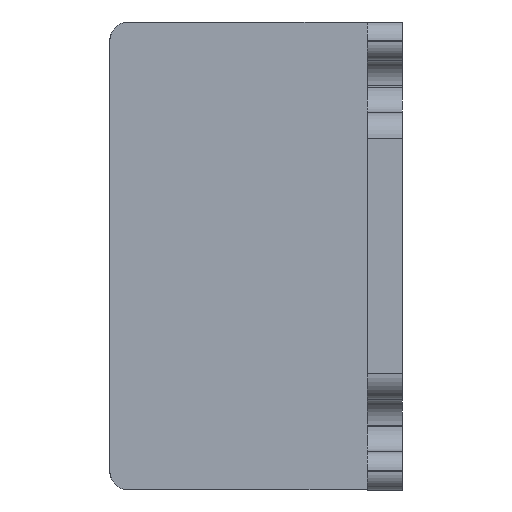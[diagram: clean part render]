
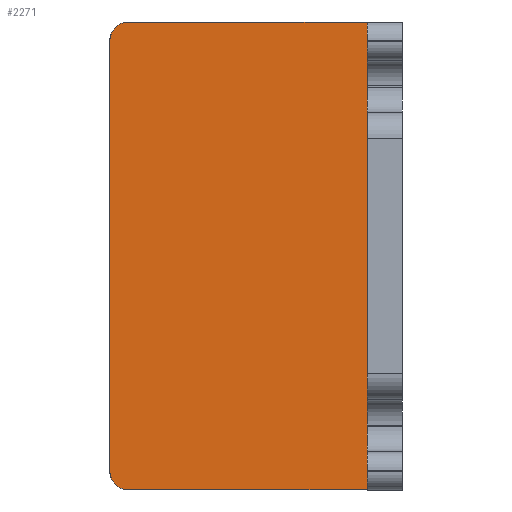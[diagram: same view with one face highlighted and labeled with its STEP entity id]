
A CAD part, left-side view. The second image highlights one B-rep face of the part: STEP entity #2271.
In plain terms, the highlighted planar face has unit normal (-1, 0, 0).
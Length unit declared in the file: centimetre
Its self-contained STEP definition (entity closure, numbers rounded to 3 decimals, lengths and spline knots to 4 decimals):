
#145=PLANE('',#3072);
#210=VECTOR('',#2525,1.);
#233=VECTOR('',#2568,1.);
#248=VECTOR('',#2616,1.);
#311=VECTOR('',#2788,1.);
#314=VECTOR('',#2792,1.);
#316=VECTOR('',#2796,1.);
#397=LINE('',#3321,#210);
#420=LINE('',#3383,#233);
#435=LINE('',#3439,#248);
#498=LINE('',#3627,#311);
#501=LINE('',#3633,#314);
#503=LINE('',#3637,#316);
#653=VERTEX_POINT('',#3320);
#654=VERTEX_POINT('',#3322);
#675=VERTEX_POINT('',#3371);
#676=VERTEX_POINT('',#3372);
#681=VERTEX_POINT('',#3384);
#705=VERTEX_POINT('',#3440);
#768=VERTEX_POINT('',#3626);
#769=VERTEX_POINT('',#3628);
#844=CIRCLE('',#2981,0.16);
#847=CIRCLE('',#2986,0.16);
#1007=EDGE_CURVE('',#653,#654,#397,.T.);
#1033=EDGE_CURVE('',#675,#676,#844,.T.);
#1040=EDGE_CURVE('',#676,#681,#420,.T.);
#1045=EDGE_CURVE('',#681,#653,#847,.T.);
#1072=EDGE_CURVE('',#654,#705,#435,.T.);
#1172=EDGE_CURVE('',#769,#768,#498,.T.);
#1175=EDGE_CURVE('',#768,#705,#501,.T.);
#1184=EDGE_CURVE('',#769,#675,#503,.T.);
#1750=ORIENTED_EDGE('',*,*,#1033,.F.);
#1751=ORIENTED_EDGE('',*,*,#1184,.F.);
#1752=ORIENTED_EDGE('',*,*,#1172,.T.);
#1753=ORIENTED_EDGE('',*,*,#1175,.T.);
#1754=ORIENTED_EDGE('',*,*,#1072,.F.);
#1755=ORIENTED_EDGE('',*,*,#1007,.F.);
#1756=ORIENTED_EDGE('',*,*,#1045,.F.);
#1757=ORIENTED_EDGE('',*,*,#1040,.F.);
#1992=EDGE_LOOP('',(#1750,#1751,#1752,#1753,#1754,#1755,#1756,#1757));
#2139=FACE_BOUND('',#1992,.T.);
#2271=ADVANCED_FACE('',(#2139),#145,.F.);
#2525=DIRECTION('',(0.,-1.,0.));
#2558=DIRECTION('',(1.,0.,0.));
#2559=DIRECTION('',(0.,0.113,-0.113));
#2568=DIRECTION('',(0.,0.,1.));
#2574=DIRECTION('',(1.,0.,0.));
#2575=DIRECTION('',(0.,0.113,0.113));
#2616=DIRECTION('',(0.,0.,-1.));
#2788=DIRECTION('',(0.,0.,1.));
#2792=DIRECTION('',(0.,-1.,0.));
#2796=DIRECTION('',(0.,1.,0.));
#2808=DIRECTION('',(1.,0.,0.));
#2981=AXIS2_PLACEMENT_3D('',#3370,#2558,#2559);
#2986=AXIS2_PLACEMENT_3D('',#3391,#2574,#2575);
#3072=AXIS2_PLACEMENT_3D('',#3648,#2808,$);
#3320=CARTESIAN_POINT('',(-0.5,2.3391,2.));
#3321=CARTESIAN_POINT('',(-0.5,2.4991,2.));
#3322=CARTESIAN_POINT('',(-0.5,0.,2.));
#3370=CARTESIAN_POINT('',(-0.5,2.3391,-1.8397));
#3371=CARTESIAN_POINT('',(-0.5,2.3391,-1.9997));
#3372=CARTESIAN_POINT('',(-0.5,2.4991,-1.8397));
#3383=CARTESIAN_POINT('',(-0.5,2.4991,-1.9997));
#3384=CARTESIAN_POINT('',(-0.5,2.4991,1.84));
#3391=CARTESIAN_POINT('',(-0.5,2.3391,1.84));
#3439=CARTESIAN_POINT('',(-0.5,0.,2.));
#3440=CARTESIAN_POINT('',(-0.5,0.,1.9992));
#3626=CARTESIAN_POINT('',(-0.5,0.3,1.9992));
#3627=CARTESIAN_POINT('',(-0.5,0.3,-0.0003));
#3628=CARTESIAN_POINT('',(-0.5,0.3,-1.9997));
#3633=CARTESIAN_POINT('',(-0.5,0.6998,1.9992));
#3637=CARTESIAN_POINT('',(-0.5,0.,-1.9997));
#3648=CARTESIAN_POINT('',(-0.5,1.2495,0.0002));
